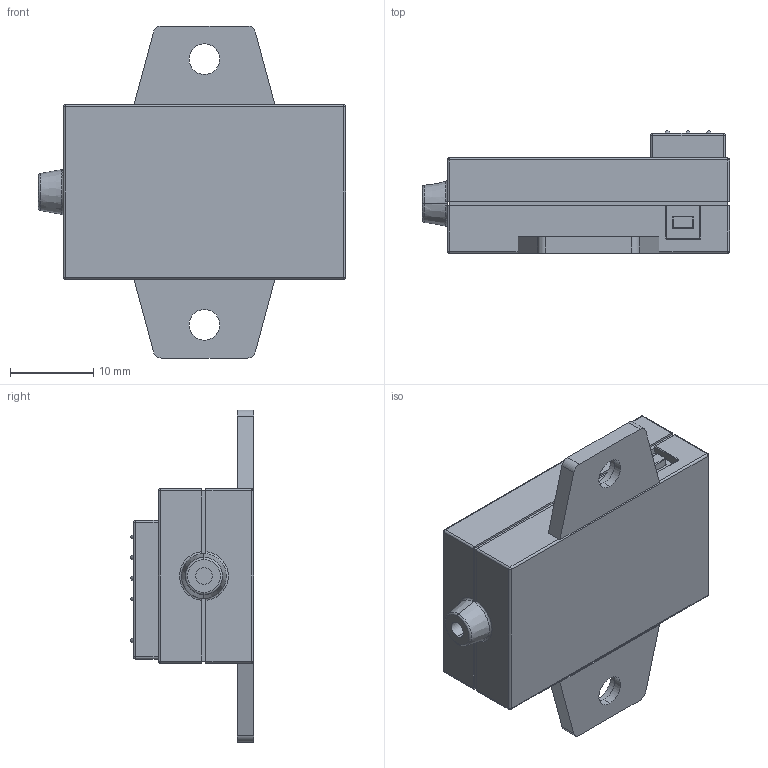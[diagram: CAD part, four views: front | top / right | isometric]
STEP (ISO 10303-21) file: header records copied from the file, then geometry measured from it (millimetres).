
FILE_DESCRIPTION (( 'STEP AP214' ), '1' );
FILE_NAME ('40239_TX-Gamepad Reciever.STEP', '2018-07-30T19:32:20', ( '' ), ( '' ), 'SwSTEP 2.0', 'SolidWorks 2016', '' );
FILE_SCHEMA (( 'AUTOMOTIVE_DESIGN' ));
Length unit declared in the file: millimetre
Products named in the file (1): 40239_TX-Gamepad Reciever
Bounding box: 37 x 14.85 x 40 mm (x, y, z)
Volume: 8186.4 mm3; surface area: 4209 mm2
Topology: 1 solids, 1 shells, 209 faces, 513 edges, 310 vertices
Faces by surface type: cylinder 93, plane 77, sphere 16, bspline 15, torus 6, cone 2
Entity records: 9081 total; most frequent: CARTESIAN_POINT 3476, DIRECTION 1009, ORIENTED_EDGE 994, EDGE_CURVE 497, AXIS2_PLACEMENT_3D 359, VERTEX_POINT 310, LINE 291, VECTOR 291
